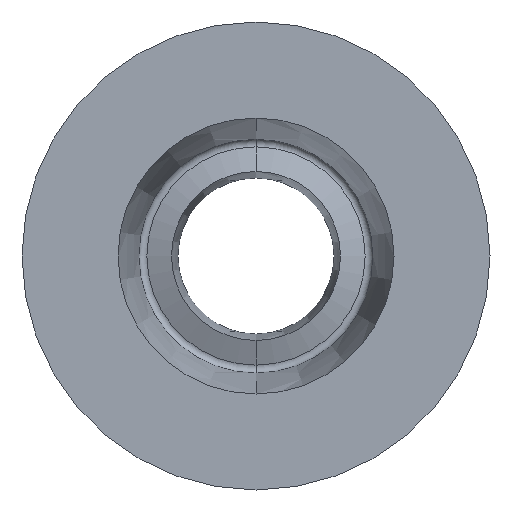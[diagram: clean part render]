
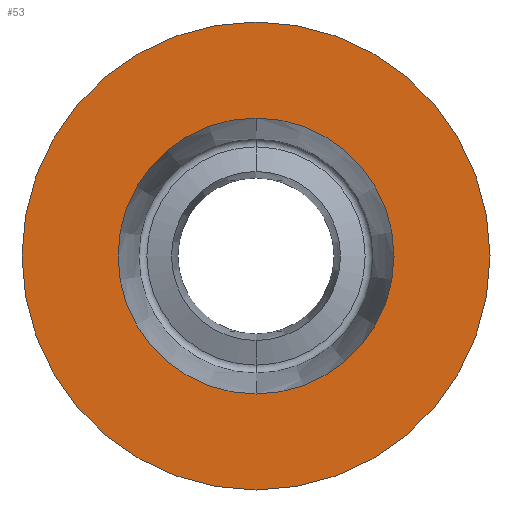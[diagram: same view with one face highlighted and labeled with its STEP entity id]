
A CAD part, front view. The second image highlights one B-rep face of the part: STEP entity #53.
In plain terms, the highlighted planar face has unit normal (0, -1, 0).
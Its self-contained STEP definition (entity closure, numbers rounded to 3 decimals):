
#6 = VERTEX_POINT ( 'NONE', #361 ) ;
#16 = VERTEX_POINT ( 'NONE', #357 ) ;
#32 = ORIENTED_EDGE ( 'NONE', *, *, #147, .F. ) ;
#35 = VERTEX_POINT ( 'NONE', #368 ) ;
#43 = VERTEX_POINT ( 'NONE', #371 ) ;
#53 = ADVANCED_FACE ( 'NONE', ( #203, #200 ), #393, .T. ) ;
#67 = ORIENTED_EDGE ( 'NONE', *, *, #144, .T. ) ;
#129 = EDGE_CURVE ( 'NONE', #16, #6, #226, .T. ) ;
#135 = EDGE_CURVE ( 'NONE', #43, #35, #234, .T. ) ;
#144 = EDGE_CURVE ( 'NONE', #6, #16, #251, .T. ) ;
#147 = EDGE_CURVE ( 'NONE', #35, #43, #255, .T. ) ;
#166 = ORIENTED_EDGE ( 'NONE', *, *, #129, .T. ) ;
#183 = EDGE_LOOP ( 'NONE', ( #32, #346 ) ) ;
#188 = EDGE_LOOP ( 'NONE', ( #67, #166 ) ) ;
#200 = FACE_OUTER_BOUND ( 'NONE', #183, .T. ) ;
#203 = FACE_BOUND ( 'NONE', #188, .T. ) ;
#226 = CIRCLE ( 'NONE', #290, 11.5 ) ;
#234 = CIRCLE ( 'NONE', #293, 19.5 ) ;
#251 = CIRCLE ( 'NONE', #298, 11.5 ) ;
#255 = CIRCLE ( 'NONE', #304, 19.5 ) ;
#290 = AXIS2_PLACEMENT_3D ( 'NONE', #441, #442, #443 ) ;
#293 = AXIS2_PLACEMENT_3D ( 'NONE', #458, #459, #460 ) ;
#298 = AXIS2_PLACEMENT_3D ( 'NONE', #482, #483, #484 ) ;
#304 = AXIS2_PLACEMENT_3D ( 'NONE', #490, #491, #492 ) ;
#323 = AXIS2_PLACEMENT_3D ( 'NONE', #390, #395, #396 ) ;
#346 = ORIENTED_EDGE ( 'NONE', *, *, #135, .F. ) ;
#357 = CARTESIAN_POINT ( 'NONE',  ( 0., 0., 11.5 ) ) ;
#361 = CARTESIAN_POINT ( 'NONE',  ( 0., 0., -11.5 ) ) ;
#368 = CARTESIAN_POINT ( 'NONE',  ( 0., 0., -19.5 ) ) ;
#371 = CARTESIAN_POINT ( 'NONE',  ( 0., 0., 19.5 ) ) ;
#390 = CARTESIAN_POINT ( 'NONE',  ( -11.5, 0., 0. ) ) ;
#393 = PLANE ( 'NONE',  #323 ) ;
#395 = DIRECTION ( 'NONE',  ( 0., -1., 0. ) ) ;
#396 = DIRECTION ( 'NONE',  ( 0., 0., -1. ) ) ;
#441 = CARTESIAN_POINT ( 'NONE',  ( 0., 0., 0. ) ) ;
#442 = DIRECTION ( 'NONE',  ( 0., 1., 0. ) ) ;
#443 = DIRECTION ( 'NONE',  ( 0., 0., 1. ) ) ;
#458 = CARTESIAN_POINT ( 'NONE',  ( 0., 0., 0. ) ) ;
#459 = DIRECTION ( 'NONE',  ( 0., 1., 0. ) ) ;
#460 = DIRECTION ( 'NONE',  ( 0., 0., 1. ) ) ;
#482 = CARTESIAN_POINT ( 'NONE',  ( 0., 0., 0. ) ) ;
#483 = DIRECTION ( 'NONE',  ( 0., 1., 0. ) ) ;
#484 = DIRECTION ( 'NONE',  ( 0., 0., 1. ) ) ;
#490 = CARTESIAN_POINT ( 'NONE',  ( 0., 0., 0. ) ) ;
#491 = DIRECTION ( 'NONE',  ( 0., 1., 0. ) ) ;
#492 = DIRECTION ( 'NONE',  ( 0., 0., 1. ) ) ;
